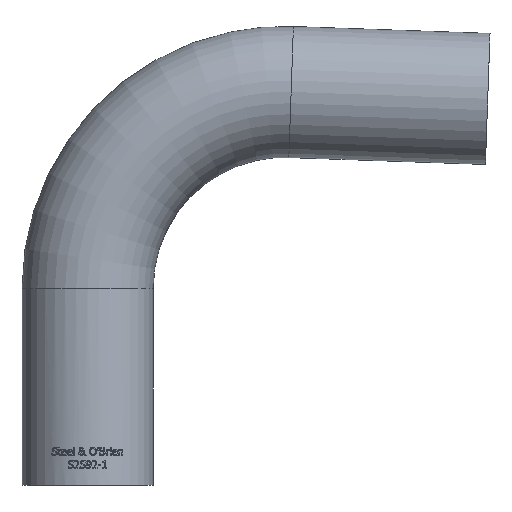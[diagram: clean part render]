
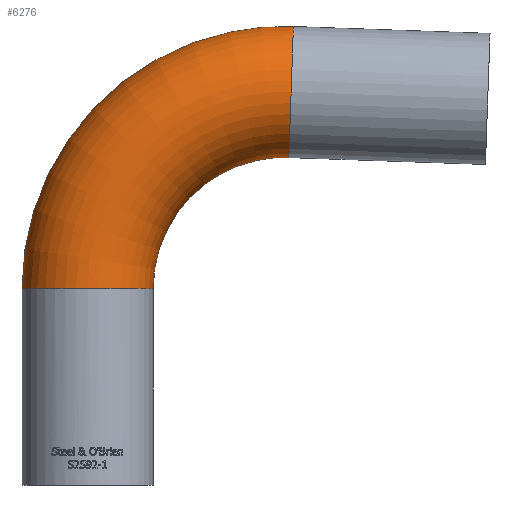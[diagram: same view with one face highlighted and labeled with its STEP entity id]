
A CAD part, top view. The second image highlights one B-rep face of the part: STEP entity #6276.
In plain terms, the highlighted toroidal (fillet/blend) face has major radius 38.1 mm and minor radius 12.7 mm.
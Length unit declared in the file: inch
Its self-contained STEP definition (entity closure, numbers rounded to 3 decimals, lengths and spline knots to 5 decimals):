
#14=TOROIDAL_SURFACE('',#6567,1.5,0.5);
#64=FACE_BOUND('',#1102,.T.);
#721=FACE_OUTER_BOUND('',#1101,.T.);
#1101=EDGE_LOOP('',(#5865));
#1102=EDGE_LOOP('',(#5866));
#1608=CIRCLE('',#6547,0.5);
#1615=CIRCLE('',#6566,0.5);
#3064=VERTEX_POINT('',#14333);
#3071=VERTEX_POINT('',#14359);
#3999=EDGE_CURVE('',#3064,#3064,#1608,.T.);
#4006=EDGE_CURVE('',#3071,#3071,#1615,.T.);
#5865=ORIENTED_EDGE('',*,*,#4006,.T.);
#5866=ORIENTED_EDGE('',*,*,#3999,.F.);
#6276=ADVANCED_FACE('',(#721,#64),#14,.T.);
#6547=AXIS2_PLACEMENT_3D('',#14334,#7516,#7517);
#6566=AXIS2_PLACEMENT_3D('',#14360,#7554,#7555);
#6567=AXIS2_PLACEMENT_3D('',#14361,#7556,#7557);
#7516=DIRECTION('center_axis',(0.,-1.,0.));
#7517=DIRECTION('ref_axis',(1.,0.,0.));
#7554=DIRECTION('center_axis',(-0.999,0.035,0.));
#7555=DIRECTION('ref_axis',(-0.035,-0.999,0.));
#7556=DIRECTION('center_axis',(0.,0.,-1.));
#7557=DIRECTION('ref_axis',(-1.,0.,0.));
#14333=CARTESIAN_POINT('',(-2.,0.,0.));
#14334=CARTESIAN_POINT('Origin',(-1.5,0.,0.));
#14359=CARTESIAN_POINT('',(0.0698,1.99878,0.));
#14360=CARTESIAN_POINT('Origin',(0.05235,1.49909,0.));
#14361=CARTESIAN_POINT('Origin',(0.,0.,0.));
